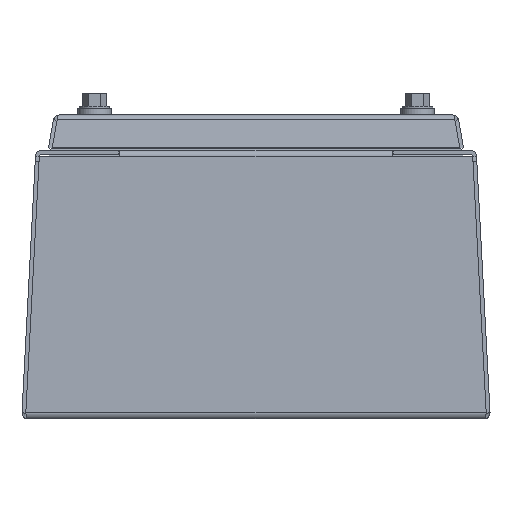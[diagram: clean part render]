
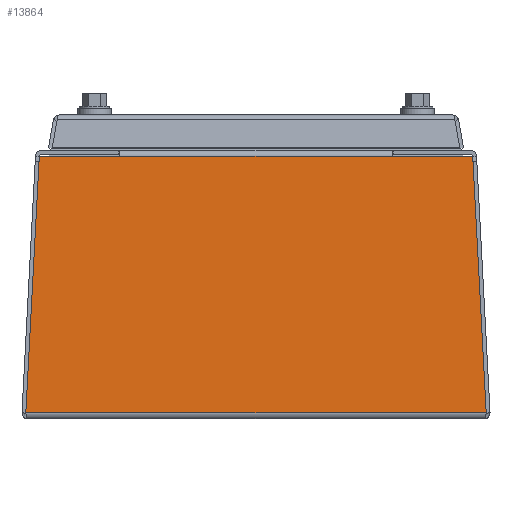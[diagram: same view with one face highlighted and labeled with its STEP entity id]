
A CAD part, left-side view. The second image highlights one B-rep face of the part: STEP entity #13864.
In plain terms, the highlighted planar face has unit normal (-0.999, 0, 0.052).
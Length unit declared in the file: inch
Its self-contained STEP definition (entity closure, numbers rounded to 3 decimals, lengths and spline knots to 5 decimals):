
#2 = DIRECTION ( 'NONE',  ( 0.052, 0., 0.999 ) ) ;
#145 = VECTOR ( 'NONE', #2962, 39.37008 ) ;
#232 = ORIENTED_EDGE ( 'NONE', *, *, #284, .T. ) ;
#284 = EDGE_CURVE ( 'NONE', #337, #7622, #10610, .T. ) ;
#304 = VECTOR ( 'NONE', #2197, 39.37008 ) ;
#337 = VERTEX_POINT ( 'NONE', #3495 ) ;
#637 = LINE ( 'NONE', #5239, #7690 ) ;
#974 = AXIS2_PLACEMENT_3D ( 'NONE', #8587, #13378, #2 ) ;
#1399 = PLANE ( 'NONE',  #974 ) ;
#1544 = EDGE_LOOP ( 'NONE', ( #5030, #232, #4696, #4914, #12059, #5335 ) ) ;
#2197 = DIRECTION ( 'NONE',  ( 0., 1., 0. ) ) ;
#2388 = VECTOR ( 'NONE', #9440, 39.37008 ) ;
#2807 = VECTOR ( 'NONE', #10330, 39.37008 ) ;
#2962 = DIRECTION ( 'NONE',  ( -0.052, 0.052, -0.997 ) ) ;
#3217 = CARTESIAN_POINT ( 'NONE',  ( -4.77021, -23.85702, 3.9185 ) ) ;
#3495 = CARTESIAN_POINT ( 'NONE',  ( -4.77021, -2.02773, 3.9185 ) ) ;
#4261 = CARTESIAN_POINT ( 'NONE',  ( -4.77021, -3.23017, 3.9185 ) ) ;
#4441 = CARTESIAN_POINT ( 'NONE',  ( -4.77021, 3.23017, 3.9185 ) ) ;
#4638 = CARTESIAN_POINT ( 'NONE',  ( -4.77021, -23.85702, 3.9185 ) ) ;
#4696 = ORIENTED_EDGE ( 'NONE', *, *, #11674, .T. ) ;
#4914 = ORIENTED_EDGE ( 'NONE', *, *, #9469, .T. ) ;
#5030 = ORIENTED_EDGE ( 'NONE', *, *, #13973, .T. ) ;
#5239 = CARTESIAN_POINT ( 'NONE',  ( -4.97082, -3.43079, 0.0905 ) ) ;
#5335 = ORIENTED_EDGE ( 'NONE', *, *, #13648, .T. ) ;
#5611 = VERTEX_POINT ( 'NONE', #4441 ) ;
#5772 = CARTESIAN_POINT ( 'NONE',  ( -4.77021, -23.85702, 3.9185 ) ) ;
#7622 = VERTEX_POINT ( 'NONE', #13620 ) ;
#7690 = VECTOR ( 'NONE', #7887, 39.37008 ) ;
#7887 = DIRECTION ( 'NONE',  ( 0.052, 0.052, 0.997 ) ) ;
#8219 = CARTESIAN_POINT ( 'NONE',  ( -4.97082, 3.43079, 0.0905 ) ) ;
#8273 = CARTESIAN_POINT ( 'NONE',  ( -4.97082, -3.43079, 0.0905 ) ) ;
#8587 = CARTESIAN_POINT ( 'NONE',  ( -4.97242, -23.85702, 0.05998 ) ) ;
#8705 = VECTOR ( 'NONE', #14262, 39.37008 ) ;
#9440 = DIRECTION ( 'NONE',  ( 0., 1., 0. ) ) ;
#9469 = EDGE_CURVE ( 'NONE', #5611, #11345, #12300, .T. ) ;
#10086 = CARTESIAN_POINT ( 'NONE',  ( -4.77021, 3.23017, 3.9185 ) ) ;
#10330 = DIRECTION ( 'NONE',  ( 0., 1., 0. ) ) ;
#10610 = LINE ( 'NONE', #5772, #2388 ) ;
#10715 = VERTEX_POINT ( 'NONE', #8273 ) ;
#11345 = VERTEX_POINT ( 'NONE', #8219 ) ;
#11664 = LINE ( 'NONE', #15253, #2807 ) ;
#11674 = EDGE_CURVE ( 'NONE', #7622, #5611, #12624, .T. ) ;
#11853 = LINE ( 'NONE', #4638, #8705 ) ;
#12059 = ORIENTED_EDGE ( 'NONE', *, *, #12471, .F. ) ;
#12131 = FACE_OUTER_BOUND ( 'NONE', #1544, .T. ) ;
#12300 = LINE ( 'NONE', #10086, #145 ) ;
#12471 = EDGE_CURVE ( 'NONE', #10715, #11345, #11664, .T. ) ;
#12624 = LINE ( 'NONE', #3217, #304 ) ;
#13378 = DIRECTION ( 'NONE',  ( -0.999, 0., 0.052 ) ) ;
#13620 = CARTESIAN_POINT ( 'NONE',  ( -4.77021, 2.02773, 3.9185 ) ) ;
#13648 = EDGE_CURVE ( 'NONE', #10715, #13952, #637, .T. ) ;
#13864 = ADVANCED_FACE ( 'NONE', ( #12131 ), #1399, .T. ) ;
#13952 = VERTEX_POINT ( 'NONE', #4261 ) ;
#13973 = EDGE_CURVE ( 'NONE', #13952, #337, #11853, .T. ) ;
#14262 = DIRECTION ( 'NONE',  ( 0., 1., 0. ) ) ;
#15253 = CARTESIAN_POINT ( 'NONE',  ( -4.97082, -3.40194, 0.0905 ) ) ;
